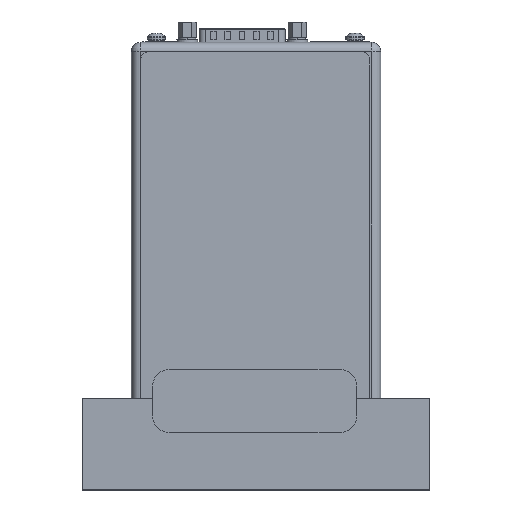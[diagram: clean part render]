
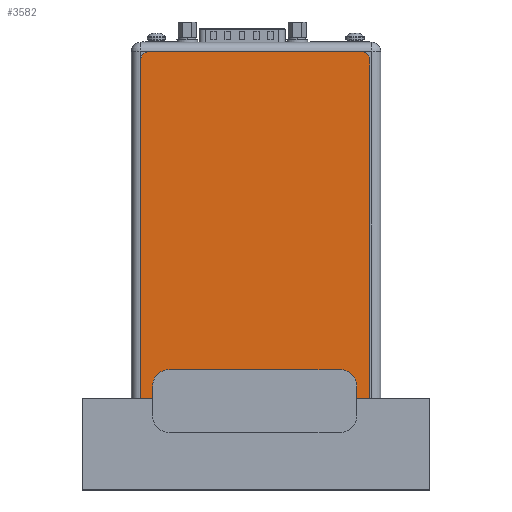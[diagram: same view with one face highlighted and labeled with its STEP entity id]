
A CAD part, top view. The second image highlights one B-rep face of the part: STEP entity #3582.
In plain terms, the highlighted planar face has unit normal (0, 0, 1).
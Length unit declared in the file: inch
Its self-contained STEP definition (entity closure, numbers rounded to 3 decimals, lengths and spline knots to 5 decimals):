
#3403=DIRECTION('',(0.,1.,0.));
#3404=VECTOR('',#3403,4.04);
#3405=CARTESIAN_POINT('',(2.73,0.,0.004));
#3406=LINE('',#3405,#3404);
#3411=DIRECTION('',(1.,0.,0.));
#3412=VECTOR('',#3411,2.73);
#3413=CARTESIAN_POINT('',(0.,0.,0.004));
#3414=LINE('',#3413,#3412);
#3415=DIRECTION('',(0.,-1.,0.));
#3416=VECTOR('',#3415,4.04);
#3417=CARTESIAN_POINT('',(0.,4.04,0.004));
#3418=LINE('',#3417,#3416);
#3427=DIRECTION('',(-1.,0.,0.));
#3428=VECTOR('',#3427,2.53);
#3429=CARTESIAN_POINT('',(2.63,4.14,0.004));
#3430=LINE('',#3429,#3428);
#3431=CARTESIAN_POINT('',(2.63,4.04,0.004));
#3432=DIRECTION('',(0.,0.,-1.));
#3433=DIRECTION('',(0.,1.,0.));
#3434=AXIS2_PLACEMENT_3D('',#3431,#3432,#3433);
#3436=CARTESIAN_POINT('',(0.1,4.04,0.004));
#3437=DIRECTION('',(0.,0.,-1.));
#3438=DIRECTION('',(-1.,0.,0.));
#3439=AXIS2_PLACEMENT_3D('',#3436,#3437,#3438);
#3453=CARTESIAN_POINT('',(2.73,4.04,0.004));
#3454=VERTEX_POINT('',#3453);
#3455=CARTESIAN_POINT('',(2.63,4.14,0.004));
#3456=VERTEX_POINT('',#3455);
#3457=CARTESIAN_POINT('',(2.73,0.,0.004));
#3458=VERTEX_POINT('',#3457);
#3459=CARTESIAN_POINT('',(0.,0.,0.004));
#3460=VERTEX_POINT('',#3459);
#3461=CARTESIAN_POINT('',(0.,4.04,0.004));
#3462=VERTEX_POINT('',#3461);
#3463=CARTESIAN_POINT('',(0.1,4.14,0.004));
#3464=VERTEX_POINT('',#3463);
#3569=CARTESIAN_POINT('',(0.,0.,0.004));
#3570=DIRECTION('',(0.,0.,1.));
#3571=DIRECTION('',(1.,0.,0.));
#3572=AXIS2_PLACEMENT_3D('',#3569,#3570,#3571);
#3573=PLANE('',#3572);
#3574=ORIENTED_EDGE('',*,*,#3493,.T.);
#3575=ORIENTED_EDGE('',*,*,#3509,.F.);
#3576=ORIENTED_EDGE('',*,*,#3522,.F.);
#3577=ORIENTED_EDGE('',*,*,#3535,.F.);
#3578=ORIENTED_EDGE('',*,*,#3550,.T.);
#3579=ORIENTED_EDGE('',*,*,#3562,.F.);
#3580=EDGE_LOOP('',(#3574,#3575,#3576,#3577,#3578,#3579));
#3581=FACE_OUTER_BOUND('',#3580,.F.);
#3582=ADVANCED_FACE('',(#3581),#3573,.T.);
#3435=CIRCLE('',#3434,0.1);
#3440=CIRCLE('',#3439,0.1);
#3493=EDGE_CURVE('',#3456,#3454,#3435,.T.);
#3509=EDGE_CURVE('',#3458,#3454,#3406,.T.);
#3522=EDGE_CURVE('',#3460,#3458,#3414,.T.);
#3535=EDGE_CURVE('',#3462,#3460,#3418,.T.);
#3550=EDGE_CURVE('',#3462,#3464,#3440,.T.);
#3562=EDGE_CURVE('',#3456,#3464,#3430,.T.);
